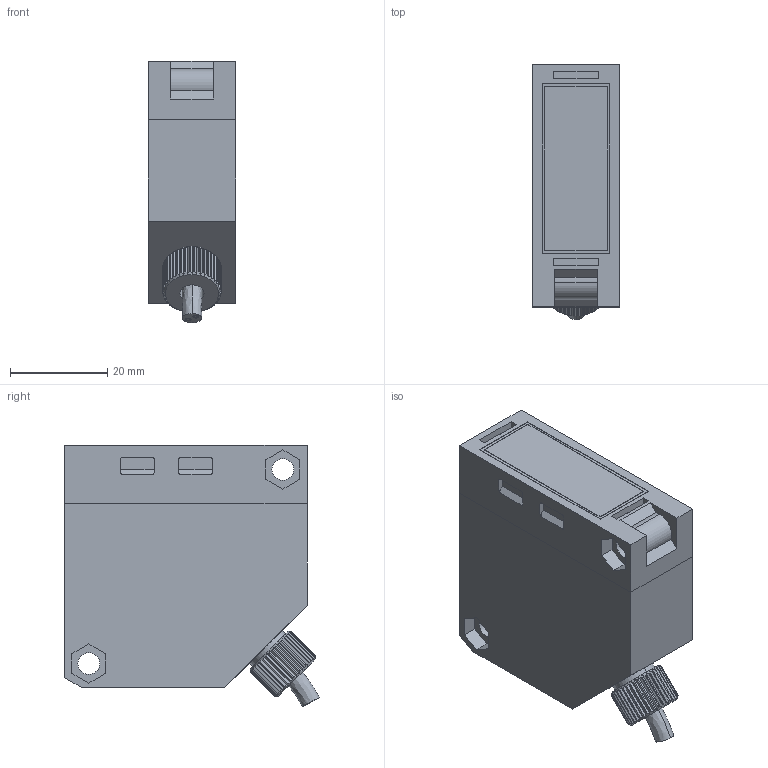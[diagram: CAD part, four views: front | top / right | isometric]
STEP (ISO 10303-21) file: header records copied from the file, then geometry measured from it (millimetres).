
FILE_DESCRIPTION (( 'STEP AP214' ), '1' );
FILE_NAME ('OK50-TI-emitter-ñá.STEP', '2020-08-04T02:19:36', ( 'managet2' ), ( '' ), 'SwSTEP 2.0', 'SolidWorks 2016', '' );
FILE_SCHEMA (( 'AUTOMOTIVE_DESIGN' ));
Length unit declared in the file: millimetre
Products named in the file (5): OK50-TI-emitter-鼁; Emitter; 恀50-TI-emitter
Assembly tree (2 placements, depth 2):
  OK50-TI-emitter-鼁
    恀50-TI-emitter
    Emitter
  Emitter
  恀50-TI-emitter
Bounding box: 18 x 52.55 x 53.89 mm (x, y, z)
Volume: 41893.6 mm3; surface area: 14126.9 mm2
Topology: 14 solids, 14 shells, 360 faces, 941 edges, 626 vertices
Faces by surface type: plane 236, cylinder 82, bspline 38, cone 4
Entity records: 14431 total; most frequent: CARTESIAN_POINT 5669, ORIENTED_EDGE 1882, DIRECTION 1521, EDGE_CURVE 941, VERTEX_POINT 626, VECTOR 529, LINE 529, AXIS2_PLACEMENT_3D 496
